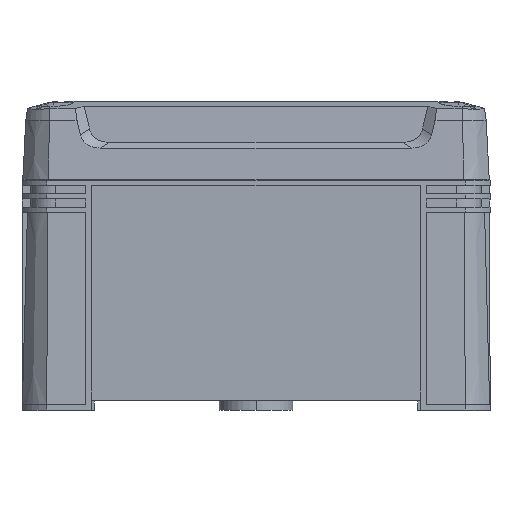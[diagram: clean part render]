
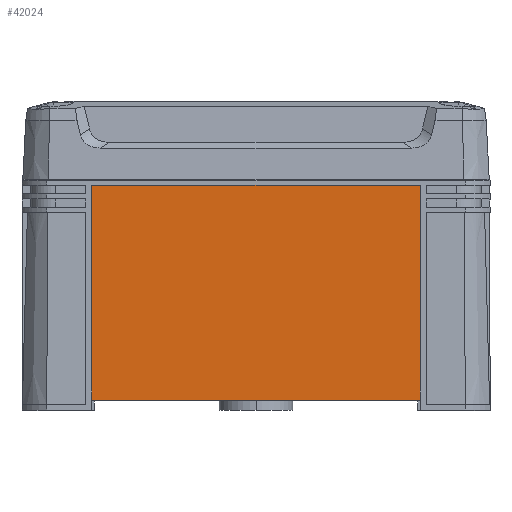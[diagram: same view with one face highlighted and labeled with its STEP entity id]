
A CAD part, top view. The second image highlights one B-rep face of the part: STEP entity #42024.
In plain terms, the highlighted planar face has unit normal (0, -0.026, 1).
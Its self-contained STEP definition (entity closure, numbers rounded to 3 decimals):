
#1470 = LINE ( 'NONE', #52101, #22188 ) ;
#1845 = VECTOR ( 'NONE', #74948, 1000. ) ;
#5853 = DIRECTION ( 'NONE',  ( 0., -0.026, 1. ) ) ;
#6511 = EDGE_CURVE ( 'NONE', #13400, #50643, #33292, .T. ) ;
#7836 = EDGE_CURVE ( 'NONE', #39604, #13400, #68051, .T. ) ;
#7957 = DIRECTION ( 'NONE',  ( 0., -1., -0.026 ) ) ;
#10747 = CARTESIAN_POINT ( 'NONE',  ( 66.95, 87.5, 73.788 ) ) ;
#13272 = DIRECTION ( 'NONE',  ( 0., 1., 0.026 ) ) ;
#13400 = VERTEX_POINT ( 'NONE', #24453 ) ;
#13922 = VECTOR ( 'NONE', #7957, 1000. ) ;
#16958 = EDGE_LOOP ( 'NONE', ( #48235, #41402, #41453, #45814 ) ) ;
#22188 = VECTOR ( 'NONE', #13272, 1000. ) ;
#22325 = AXIS2_PLACEMENT_3D ( 'NONE', #24010, #5853, #31590 ) ;
#24010 = CARTESIAN_POINT ( 'NONE',  ( 0., 89.5, 73.841 ) ) ;
#24453 = CARTESIAN_POINT ( 'NONE',  ( -66.95, 87.5, 73.788 ) ) ;
#25592 = CARTESIAN_POINT ( 'NONE',  ( 66.95, 0., 71.497 ) ) ;
#31590 = DIRECTION ( 'NONE',  ( 0., -1., -0.026 ) ) ;
#33292 = LINE ( 'NONE', #64512, #13922 ) ;
#39604 = VERTEX_POINT ( 'NONE', #10747 ) ;
#39988 = LINE ( 'NONE', #65680, #1845 ) ;
#41402 = ORIENTED_EDGE ( 'NONE', *, *, #44237, .T. ) ;
#41453 = ORIENTED_EDGE ( 'NONE', *, *, #73206, .T. ) ;
#42024 = ADVANCED_FACE ( 'NONE', ( #83444 ), #82224, .T. ) ;
#42353 = CARTESIAN_POINT ( 'NONE',  ( -66.95, 87.5, 73.788 ) ) ;
#44237 = EDGE_CURVE ( 'NONE', #50643, #75698, #39988, .T. ) ;
#45814 = ORIENTED_EDGE ( 'NONE', *, *, #7836, .T. ) ;
#48235 = ORIENTED_EDGE ( 'NONE', *, *, #6511, .T. ) ;
#49485 = CARTESIAN_POINT ( 'NONE',  ( -66.95, 0., 71.497 ) ) ;
#50643 = VERTEX_POINT ( 'NONE', #49485 ) ;
#52101 = CARTESIAN_POINT ( 'NONE',  ( 66.95, 87.685, 73.793 ) ) ;
#60075 = VECTOR ( 'NONE', #79483, 1000. ) ;
#64512 = CARTESIAN_POINT ( 'NONE',  ( -66.95, 87.685, 73.793 ) ) ;
#65680 = CARTESIAN_POINT ( 'NONE',  ( 0., 0., 71.497 ) ) ;
#68051 = LINE ( 'NONE', #42353, #60075 ) ;
#73206 = EDGE_CURVE ( 'NONE', #75698, #39604, #1470, .T. ) ;
#74948 = DIRECTION ( 'NONE',  ( 1., 0., 0. ) ) ;
#75698 = VERTEX_POINT ( 'NONE', #25592 ) ;
#79483 = DIRECTION ( 'NONE',  ( -1., 0., 0. ) ) ;
#82224 = PLANE ( 'NONE',  #22325 ) ;
#83444 = FACE_OUTER_BOUND ( 'NONE', #16958, .T. ) ;
